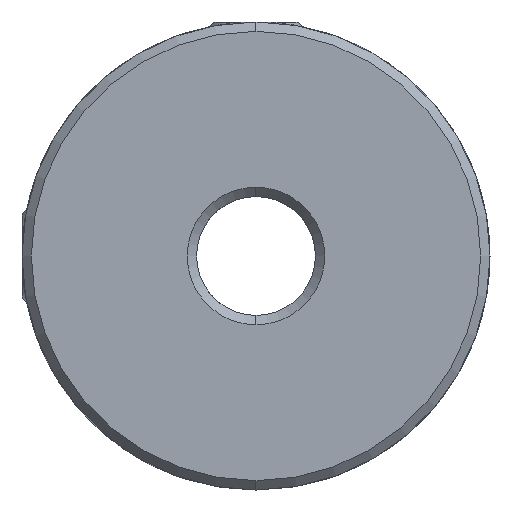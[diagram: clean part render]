
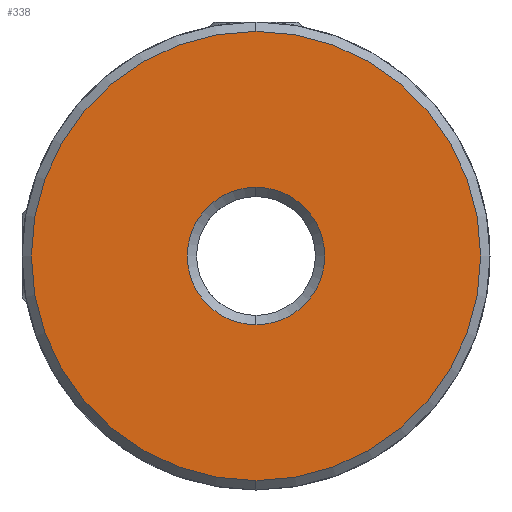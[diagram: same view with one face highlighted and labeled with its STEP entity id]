
A CAD part, left-side view. The second image highlights one B-rep face of the part: STEP entity #338.
In plain terms, the highlighted planar face has unit normal (-1, 0, 0).
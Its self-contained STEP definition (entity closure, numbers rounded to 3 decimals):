
#155 = EDGE_CURVE ( 'NONE', #1049, #1050, #1274, .T. ) ;
#186 = EDGE_CURVE ( 'NONE', #1050, #1049, #1312, .T. ) ;
#187 = EDGE_CURVE ( 'NONE', #1046, #1047, #1314, .T. ) ;
#196 = EDGE_CURVE ( 'NONE', #1047, #1046, #1321, .T. ) ;
#338 = ADVANCED_FACE ( 'NONE', ( #2468, #2472 ), #2741, .T. ) ;
#788 = AXIS2_PLACEMENT_3D ( 'NONE', #1698, #1699, #1700 ) ;
#802 = AXIS2_PLACEMENT_3D ( 'NONE', #1918, #1920, #1921 ) ;
#803 = AXIS2_PLACEMENT_3D ( 'NONE', #1915, #1923, #1924 ) ;
#804 = AXIS2_PLACEMENT_3D ( 'NONE', #1937, #1951, #1952 ) ;
#891 = AXIS2_PLACEMENT_3D ( 'NONE', #2740, #2743, #2744 ) ;
#1046 = VERTEX_POINT ( 'NONE', #3080 ) ;
#1047 = VERTEX_POINT ( 'NONE', #3081 ) ;
#1049 = VERTEX_POINT ( 'NONE', #3083 ) ;
#1050 = VERTEX_POINT ( 'NONE', #3084 ) ;
#1178 = EDGE_LOOP ( 'NONE', ( #3352, #3353 ) ) ;
#1180 = EDGE_LOOP ( 'NONE', ( #3354, #3355 ) ) ;
#1274 = CIRCLE ( 'NONE', #788, 12. ) ;
#1312 = CIRCLE ( 'NONE', #802, 12. ) ;
#1314 = CIRCLE ( 'NONE', #803, 3.675 ) ;
#1321 = CIRCLE ( 'NONE', #804, 3.675 ) ;
#1698 = CARTESIAN_POINT ( 'NONE',  ( -14., 0., 0. ) ) ;
#1699 = DIRECTION ( 'NONE',  ( -1., 0., 0. ) ) ;
#1700 = DIRECTION ( 'NONE',  ( 0., 0., 1. ) ) ;
#1915 = CARTESIAN_POINT ( 'NONE',  ( -14., 0., 0. ) ) ;
#1918 = CARTESIAN_POINT ( 'NONE',  ( -14., 0., 0. ) ) ;
#1920 = DIRECTION ( 'NONE',  ( -1., 0., 0. ) ) ;
#1921 = DIRECTION ( 'NONE',  ( 0., 0., 1. ) ) ;
#1923 = DIRECTION ( 'NONE',  ( 1., 0., 0. ) ) ;
#1924 = DIRECTION ( 'NONE',  ( 0., 0., 1. ) ) ;
#1937 = CARTESIAN_POINT ( 'NONE',  ( -14., 0., 0. ) ) ;
#1951 = DIRECTION ( 'NONE',  ( 1., 0., 0. ) ) ;
#1952 = DIRECTION ( 'NONE',  ( 0., 0., 1. ) ) ;
#2468 = FACE_OUTER_BOUND ( 'NONE', #1178, .T. ) ;
#2472 = FACE_BOUND ( 'NONE', #1180, .T. ) ;
#2740 = CARTESIAN_POINT ( 'NONE',  ( -14., 0., 0. ) ) ;
#2741 = PLANE ( 'NONE',  #891 ) ;
#2743 = DIRECTION ( 'NONE',  ( -1., 0., 0. ) ) ;
#2744 = DIRECTION ( 'NONE',  ( 0., 1., 0. ) ) ;
#3080 = CARTESIAN_POINT ( 'NONE',  ( -14., 0., -3.675 ) ) ;
#3081 = CARTESIAN_POINT ( 'NONE',  ( -14., 0., 3.675 ) ) ;
#3083 = CARTESIAN_POINT ( 'NONE',  ( -14., 0., 12. ) ) ;
#3084 = CARTESIAN_POINT ( 'NONE',  ( -14., 0., -12. ) ) ;
#3352 = ORIENTED_EDGE ( 'NONE', *, *, #186, .T. ) ;
#3353 = ORIENTED_EDGE ( 'NONE', *, *, #155, .T. ) ;
#3354 = ORIENTED_EDGE ( 'NONE', *, *, #196, .T. ) ;
#3355 = ORIENTED_EDGE ( 'NONE', *, *, #187, .T. ) ;
